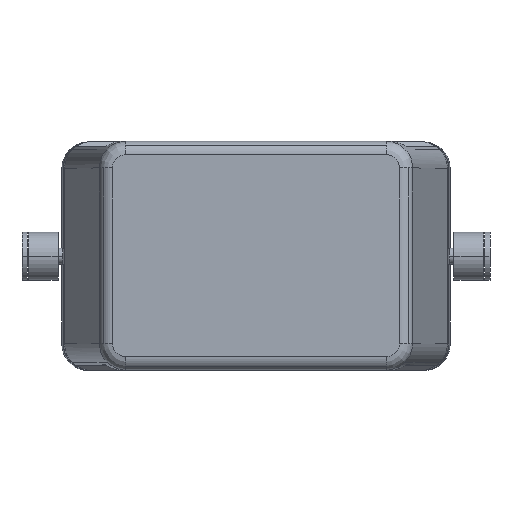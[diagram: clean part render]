
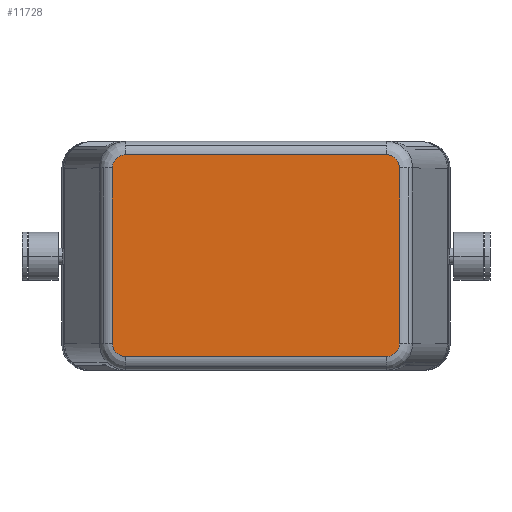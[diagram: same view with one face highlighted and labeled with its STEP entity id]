
A CAD part, top view. The second image highlights one B-rep face of the part: STEP entity #11728.
In plain terms, the highlighted planar face has unit normal (0, 0, 1).
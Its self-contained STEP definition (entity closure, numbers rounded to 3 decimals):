
#367=CARTESIAN_POINT('',(-26.984,-16.5,70.0));
#368=VERTEX_POINT('',#367);
#376=CARTESIAN_POINT('',(-26.984,16.5,70.0));
#377=VERTEX_POINT('',#376);
#378=CARTESIAN_POINT('',(-26.984,-16.5,70.0));
#379=DIRECTION('',(0.0,1.0,0.0));
#380=VECTOR('',#379,33.0);
#381=LINE('',#378,#380);
#382=EDGE_CURVE('',#368,#377,#381,.T.);
#11255=CARTESIAN_POINT('',(-24.446,-19.0,70.0));
#11256=VERTEX_POINT('',#11255);
#11264=CARTESIAN_POINT('',(-24.446,-16.5,70.0));
#11265=DIRECTION('',(0.0,0.0,-1.0));
#11266=DIRECTION('',(-1.0,0.0,0.0));
#11267=AXIS2_PLACEMENT_3D('',#11264,#11265,#11266);
#11268=ELLIPSE('',#11267,2.539,2.5);
#11269=EDGE_CURVE('',#11256,#368,#11268,.T.);
#11365=CARTESIAN_POINT('',(-24.446,19.0,70.0));
#11366=VERTEX_POINT('',#11365);
#11379=CARTESIAN_POINT('',(-24.446,16.5,70.0));
#11380=DIRECTION('',(0.0,0.0,-1.0));
#11381=DIRECTION('',(-1.0,0.0,0.0));
#11382=AXIS2_PLACEMENT_3D('',#11379,#11380,#11381);
#11383=ELLIPSE('',#11382,2.539,2.5);
#11384=EDGE_CURVE('',#377,#11366,#11383,.T.);
#11395=CARTESIAN_POINT('',(24.446,-19.0,70.0));
#11396=VERTEX_POINT('',#11395);
#11404=CARTESIAN_POINT('',(24.446,-19.0,70.0));
#11405=DIRECTION('',(-1.0,0.0,0.0));
#11406=VECTOR('',#11405,48.892);
#11407=LINE('',#11404,#11406);
#11408=EDGE_CURVE('',#11396,#11256,#11407,.T.);
#11421=CARTESIAN_POINT('',(24.446,19.0,70.0));
#11422=VERTEX_POINT('',#11421);
#11423=CARTESIAN_POINT('',(-24.446,19.0,70.0));
#11424=DIRECTION('',(1.0,0.0,0.0));
#11425=VECTOR('',#11424,48.892);
#11426=LINE('',#11423,#11425);
#11427=EDGE_CURVE('',#11366,#11422,#11426,.T.);
#11521=CARTESIAN_POINT('',(26.984,-16.5,70.0));
#11522=VERTEX_POINT('',#11521);
#11530=CARTESIAN_POINT('',(24.446,-16.5,70.0));
#11531=DIRECTION('',(0.0,0.0,-1.0));
#11532=DIRECTION('',(1.0,0.0,0.0));
#11533=AXIS2_PLACEMENT_3D('',#11530,#11531,#11532);
#11534=ELLIPSE('',#11533,2.539,2.5);
#11535=EDGE_CURVE('',#11522,#11396,#11534,.T.);
#11625=CARTESIAN_POINT('',(26.984,16.5,70.0));
#11626=VERTEX_POINT('',#11625);
#11639=CARTESIAN_POINT('',(24.446,16.5,70.0));
#11640=DIRECTION('',(0.0,0.0,-1.0));
#11641=DIRECTION('',(1.0,0.0,0.0));
#11642=AXIS2_PLACEMENT_3D('',#11639,#11640,#11641);
#11643=ELLIPSE('',#11642,2.539,2.5);
#11644=EDGE_CURVE('',#11422,#11626,#11643,.T.);
#11656=CARTESIAN_POINT('',(26.984,16.5,70.0));
#11657=DIRECTION('',(0.0,-1.0,0.0));
#11658=VECTOR('',#11657,33.0);
#11659=LINE('',#11656,#11658);
#11660=EDGE_CURVE('',#11626,#11522,#11659,.T.);
#11713=CARTESIAN_POINT('',(29.082,0.0,70.0));
#11714=DIRECTION('',(0.0,0.0,1.0));
#11715=DIRECTION('',(1.0,0.0,0.0));
#11716=AXIS2_PLACEMENT_3D('',#11713,#11714,#11715);
#11717=PLANE('',#11716);
#11718=ORIENTED_EDGE('',*,*,#382,.F.);
#11719=ORIENTED_EDGE('',*,*,#11269,.F.);
#11720=ORIENTED_EDGE('',*,*,#11408,.F.);
#11721=ORIENTED_EDGE('',*,*,#11535,.F.);
#11722=ORIENTED_EDGE('',*,*,#11660,.F.);
#11723=ORIENTED_EDGE('',*,*,#11644,.F.);
#11724=ORIENTED_EDGE('',*,*,#11427,.F.);
#11725=ORIENTED_EDGE('',*,*,#11384,.F.);
#11726=EDGE_LOOP('',(#11718,#11719,#11720,#11721,#11722,#11723,#11724,#11725));
#11727=FACE_OUTER_BOUND('',#11726,.T.);
#11728=ADVANCED_FACE('',(#11727),#11717,.T.);
